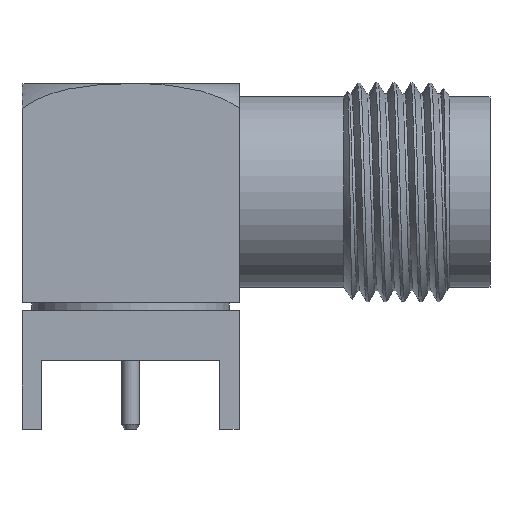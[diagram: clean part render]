
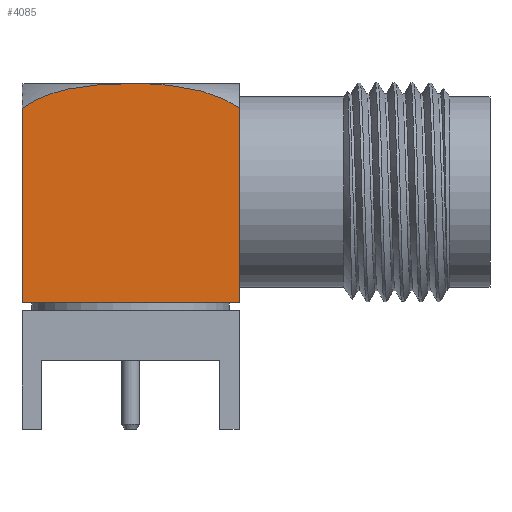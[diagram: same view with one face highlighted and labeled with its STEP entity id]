
A CAD part, left-side view. The second image highlights one B-rep face of the part: STEP entity #4085.
In plain terms, the highlighted planar face has unit normal (-1, 0, 0).
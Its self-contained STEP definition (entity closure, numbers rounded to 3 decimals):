
#468=B_SPLINE_CURVE_WITH_KNOTS('',3,(#6609,#6610,#6611,#6612,#6613,#6614,
#6615),.UNSPECIFIED.,.F.,.F.,(4,1,1,1,4),(0.032,0.035,
0.038,0.041,0.044),.UNSPECIFIED.);
#624=ORIENTED_EDGE('',*,*,#1818,.F.);
#625=ORIENTED_EDGE('',*,*,#1819,.T.);
#626=ORIENTED_EDGE('',*,*,#1820,.F.);
#627=ORIENTED_EDGE('',*,*,#1821,.F.);
#1818=EDGE_CURVE('',#2415,#2416,#2826,.T.);
#1819=EDGE_CURVE('',#2415,#2417,#2827,.T.);
#1820=EDGE_CURVE('',#2418,#2417,#468,.T.);
#1821=EDGE_CURVE('',#2416,#2418,#2828,.T.);
#2415=VERTEX_POINT('',#6605);
#2416=VERTEX_POINT('',#6606);
#2417=VERTEX_POINT('',#6608);
#2418=VERTEX_POINT('',#6616);
#2826=LINE('',#6604,#3040);
#2827=LINE('',#6607,#3041);
#2828=LINE('',#6617,#3042);
#3040=VECTOR('',#5310,1000.);
#3041=VECTOR('',#5311,1000.);
#3042=VECTOR('',#5312,1000.);
#3252=EDGE_LOOP('',(#624,#625,#626,#627));
#3605=FACE_BOUND('',#3252,.T.);
#3960=PLANE('',#4767);
#4085=ADVANCED_FACE('',(#3605),#3960,.T.);
#4767=AXIS2_PLACEMENT_3D('',#6603,#5308,#5309);
#5308=DIRECTION('',(-1.,0.,0.));
#5309=DIRECTION('',(0.,0.,1.));
#5310=DIRECTION('',(0.,1.,0.));
#5311=DIRECTION('',(0.,0.,1.));
#5312=DIRECTION('',(0.,0.,1.));
#6603=CARTESIAN_POINT('',(-5.5,-5.5,-7.));
#6604=CARTESIAN_POINT('',(-5.5,-5.5,-4.1));
#6605=CARTESIAN_POINT('',(-5.5,-5.5,-4.1));
#6606=CARTESIAN_POINT('',(-5.5,5.5,-4.1));
#6607=CARTESIAN_POINT('',(-5.5,-5.5,-7.));
#6608=CARTESIAN_POINT('',(-5.5,-5.5,5.75));
#6609=CARTESIAN_POINT('',(-5.5,5.5,5.75));
#6610=CARTESIAN_POINT('',(-5.5,4.722,6.308));
#6611=CARTESIAN_POINT('',(-5.5,2.867,6.925));
#6612=CARTESIAN_POINT('',(-5.5,0.018,7.03));
#6613=CARTESIAN_POINT('',(-5.5,-2.859,6.929));
#6614=CARTESIAN_POINT('',(-5.5,-4.724,6.307));
#6615=CARTESIAN_POINT('',(-5.5,-5.5,5.75));
#6616=CARTESIAN_POINT('',(-5.5,5.5,5.75));
#6617=CARTESIAN_POINT('',(-5.5,5.5,-7.));
